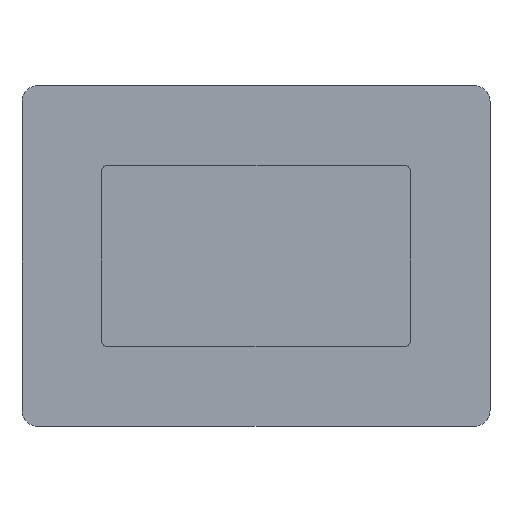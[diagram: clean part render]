
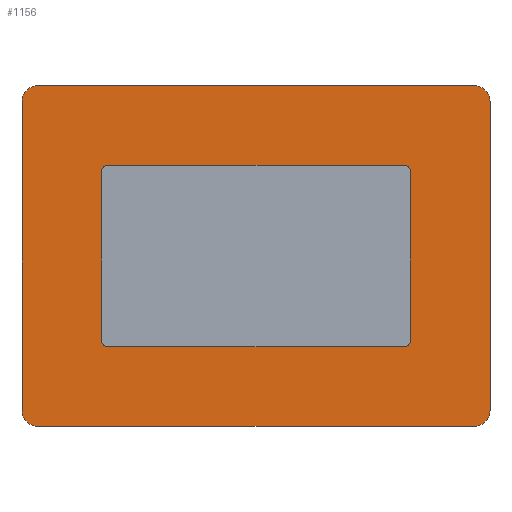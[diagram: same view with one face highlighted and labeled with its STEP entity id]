
A CAD part, top view. The second image highlights one B-rep face of the part: STEP entity #1156.
In plain terms, the highlighted planar face has unit normal (0, 0, 1).
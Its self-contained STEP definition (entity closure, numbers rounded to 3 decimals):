
#141=CARTESIAN_POINT('',(21.5,28.5,34.0));
#142=VERTEX_POINT('',#141);
#149=CARTESIAN_POINT('',(19.5,26.5,34.0));
#150=VERTEX_POINT('',#149);
#151=CARTESIAN_POINT('',(21.5,26.5,34.0));
#152=DIRECTION('',(0.0,0.0,-1.0));
#153=DIRECTION('',(0.0,-1.0,0.0));
#154=AXIS2_PLACEMENT_3D('',#151,#152,#153);
#155=CIRCLE('',#154,2.);
#156=EDGE_CURVE('',#150,#142,#155,.T.);
#181=CARTESIAN_POINT('',(19.5,-26.5,34.0));
#182=VERTEX_POINT('',#181);
#183=CARTESIAN_POINT('',(19.5,-26.5,34.0));
#184=DIRECTION('',(0.0,1.0,0.0));
#185=VECTOR('',#184,53.);
#186=LINE('',#183,#185);
#187=EDGE_CURVE('',#182,#150,#186,.T.);
#213=CARTESIAN_POINT('',(21.5,-28.5,34.0));
#214=VERTEX_POINT('',#213);
#215=CARTESIAN_POINT('',(21.5,-26.5,34.0));
#216=DIRECTION('',(0.0,0.0,-1.0));
#217=DIRECTION('',(1.0,0.0,0.0));
#218=AXIS2_PLACEMENT_3D('',#215,#216,#217);
#219=CIRCLE('',#218,2.);
#220=EDGE_CURVE('',#214,#182,#219,.T.);
#245=CARTESIAN_POINT('',(114.5,-28.5,34.0));
#246=VERTEX_POINT('',#245);
#247=CARTESIAN_POINT('',(114.5,-28.5,34.0));
#248=DIRECTION('',(-1.0,0.0,0.0));
#249=VECTOR('',#248,93.);
#250=LINE('',#247,#249);
#251=EDGE_CURVE('',#246,#214,#250,.T.);
#277=CARTESIAN_POINT('',(116.5,-26.5,34.0));
#278=VERTEX_POINT('',#277);
#279=CARTESIAN_POINT('',(114.5,-26.5,34.0));
#280=DIRECTION('',(0.0,0.0,-1.0));
#281=DIRECTION('',(0.0,1.0,0.0));
#282=AXIS2_PLACEMENT_3D('',#279,#280,#281);
#283=CIRCLE('',#282,2.);
#284=EDGE_CURVE('',#278,#246,#283,.T.);
#309=CARTESIAN_POINT('',(116.5,26.5,34.0));
#310=VERTEX_POINT('',#309);
#311=CARTESIAN_POINT('',(116.5,26.5,34.0));
#312=DIRECTION('',(0.0,-1.0,0.0));
#313=VECTOR('',#312,53.0);
#314=LINE('',#311,#313);
#315=EDGE_CURVE('',#310,#278,#314,.T.);
#341=CARTESIAN_POINT('',(114.5,28.5,34.0));
#342=VERTEX_POINT('',#341);
#343=CARTESIAN_POINT('',(114.5,26.5,34.0));
#344=DIRECTION('',(0.0,0.0,-1.0));
#345=DIRECTION('',(-1.0,0.0,0.0));
#346=AXIS2_PLACEMENT_3D('',#343,#344,#345);
#347=CIRCLE('',#346,2.);
#348=EDGE_CURVE('',#342,#310,#347,.T.);
#371=CARTESIAN_POINT('',(21.5,28.5,34.0));
#372=DIRECTION('',(1.0,0.0,0.0));
#373=VECTOR('',#372,93.0);
#374=LINE('',#371,#373);
#375=EDGE_CURVE('',#142,#342,#374,.T.);
#844=CARTESIAN_POINT('',(141.5,-48.5,34.0));
#845=VERTEX_POINT('',#844);
#846=CARTESIAN_POINT('',(136.5,-53.5,34.0));
#847=VERTEX_POINT('',#846);
#848=CARTESIAN_POINT('',(136.5,-48.5,34.0));
#849=DIRECTION('',(0.0,0.0,-1.));
#850=DIRECTION('',(0.707,-0.707,0.0));
#851=AXIS2_PLACEMENT_3D('',#848,#849,#850);
#852=CIRCLE('',#851,5.);
#853=EDGE_CURVE('',#845,#847,#852,.T.);
#895=CARTESIAN_POINT('',(141.5,48.5,34.0));
#896=VERTEX_POINT('',#895);
#903=CARTESIAN_POINT('',(141.5,48.5,34.0));
#904=DIRECTION('',(0.0,-1.0,0.0));
#905=VECTOR('',#904,97.0);
#906=LINE('',#903,#905);
#907=EDGE_CURVE('',#896,#845,#906,.T.);
#996=CARTESIAN_POINT('',(136.5,53.5,34.0));
#997=VERTEX_POINT('',#996);
#998=CARTESIAN_POINT('',(136.5,48.5,34.0));
#999=DIRECTION('',(0.0,0.0,-1.));
#1000=DIRECTION('',(0.707,0.707,0.0));
#1001=AXIS2_PLACEMENT_3D('',#998,#999,#1000);
#1002=CIRCLE('',#1001,5.);
#1003=EDGE_CURVE('',#997,#896,#1002,.T.);
#1023=CARTESIAN_POINT('',(-0.5,53.5,34.0));
#1024=VERTEX_POINT('',#1023);
#1031=CARTESIAN_POINT('',(-0.5,53.5,34.0));
#1032=DIRECTION('',(1.0,0.0,0.0));
#1033=VECTOR('',#1032,137.0);
#1034=LINE('',#1031,#1033);
#1035=EDGE_CURVE('',#1024,#997,#1034,.T.);
#1045=CARTESIAN_POINT('',(-0.5,-53.5,34.0));
#1046=VERTEX_POINT('',#1045);
#1047=CARTESIAN_POINT('',(-5.5,-48.5,34.0));
#1048=VERTEX_POINT('',#1047);
#1049=CARTESIAN_POINT('',(-0.5,-48.5,34.0));
#1050=DIRECTION('',(0.0,0.0,-1.0));
#1051=DIRECTION('',(-0.707,-0.707,0.0));
#1052=AXIS2_PLACEMENT_3D('',#1049,#1050,#1051);
#1053=CIRCLE('',#1052,5.0);
#1054=EDGE_CURVE('',#1046,#1048,#1053,.T.);
#1078=CARTESIAN_POINT('',(-5.5,48.5,34.0));
#1079=VERTEX_POINT('',#1078);
#1080=CARTESIAN_POINT('',(-5.5,-48.5,34.0));
#1081=DIRECTION('',(0.0,1.0,0.0));
#1082=VECTOR('',#1081,97.0);
#1083=LINE('',#1080,#1082);
#1084=EDGE_CURVE('',#1048,#1079,#1083,.T.);
#1101=CARTESIAN_POINT('',(-0.5,48.5,34.0));
#1102=DIRECTION('',(0.0,0.0,-1.0));
#1103=DIRECTION('',(-0.707,0.707,0.0));
#1104=AXIS2_PLACEMENT_3D('',#1101,#1102,#1103);
#1105=CIRCLE('',#1104,5.0);
#1106=EDGE_CURVE('',#1079,#1024,#1105,.T.);
#1120=CARTESIAN_POINT('',(136.5,-53.5,34.0));
#1121=DIRECTION('',(-1.0,0.0,0.0));
#1122=VECTOR('',#1121,137.0);
#1123=LINE('',#1120,#1122);
#1124=EDGE_CURVE('',#847,#1046,#1123,.T.);
#1131=CARTESIAN_POINT('',(68.0,0.,34.0));
#1132=DIRECTION('',(0.0,0.0,1.0));
#1133=DIRECTION('',(1.0,0.0,0.0));
#1134=AXIS2_PLACEMENT_3D('',#1131,#1132,#1133);
#1135=PLANE('',#1134);
#1136=ORIENTED_EDGE('',*,*,#853,.F.);
#1137=ORIENTED_EDGE('',*,*,#907,.F.);
#1138=ORIENTED_EDGE('',*,*,#1003,.F.);
#1139=ORIENTED_EDGE('',*,*,#1035,.F.);
#1140=ORIENTED_EDGE('',*,*,#1106,.F.);
#1141=ORIENTED_EDGE('',*,*,#1084,.F.);
#1142=ORIENTED_EDGE('',*,*,#1054,.F.);
#1143=ORIENTED_EDGE('',*,*,#1124,.F.);
#1144=EDGE_LOOP('',(#1136,#1137,#1138,#1139,#1140,#1141,#1142,#1143));
#1145=FACE_OUTER_BOUND('',#1144,.T.);
#1146=ORIENTED_EDGE('',*,*,#156,.T.);
#1147=ORIENTED_EDGE('',*,*,#375,.T.);
#1148=ORIENTED_EDGE('',*,*,#348,.T.);
#1149=ORIENTED_EDGE('',*,*,#315,.T.);
#1150=ORIENTED_EDGE('',*,*,#284,.T.);
#1151=ORIENTED_EDGE('',*,*,#251,.T.);
#1152=ORIENTED_EDGE('',*,*,#220,.T.);
#1153=ORIENTED_EDGE('',*,*,#187,.T.);
#1154=EDGE_LOOP('',(#1146,#1147,#1148,#1149,#1150,#1151,#1152,#1153));
#1155=FACE_BOUND('',#1154,.T.);
#1156=ADVANCED_FACE('',(#1145,#1155),#1135,.T.);
